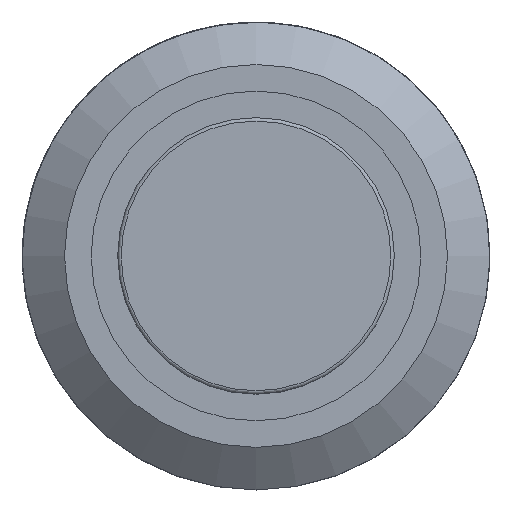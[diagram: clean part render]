
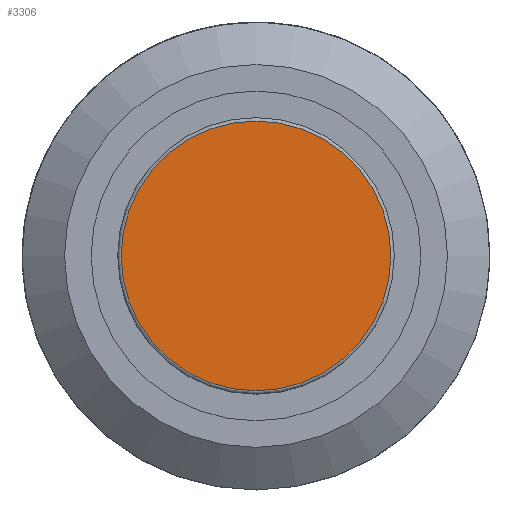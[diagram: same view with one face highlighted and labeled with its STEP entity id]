
A CAD part, top view. The second image highlights one B-rep face of the part: STEP entity #3306.
In plain terms, the highlighted planar face has unit normal (0, 0, 1).
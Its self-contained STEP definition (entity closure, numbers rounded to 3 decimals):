
#93=PLANE('',#3555);
#263=FACE_OUTER_BOUND('',#445,.T.);
#445=EDGE_LOOP('',(#2420));
#1430=CIRCLE('',#3554,6.34);
#1514=VERTEX_POINT('',#5649);
#1857=EDGE_CURVE('',#1514,#1514,#1430,.T.);
#2420=ORIENTED_EDGE('',*,*,#1857,.F.);
#3306=ADVANCED_FACE('',(#263),#93,.F.);
#3554=AXIS2_PLACEMENT_3D('',#5651,#3949,#3950);
#3555=AXIS2_PLACEMENT_3D('',#5652,#3951,#3952);
#3949=DIRECTION('center_axis',(0.,0.,
-1.));
#3950=DIRECTION('ref_axis',(1.,0.,0.));
#3951=DIRECTION('center_axis',(0.,0.,
-1.));
#3952=DIRECTION('ref_axis',(1.,0.,0.));
#5649=CARTESIAN_POINT('',(-8.313,5.365,-157.727));
#5651=CARTESIAN_POINT('Origin',(-1.973,5.365,-157.727));
#5652=CARTESIAN_POINT('Origin',(-1.973,5.365,-157.727));
